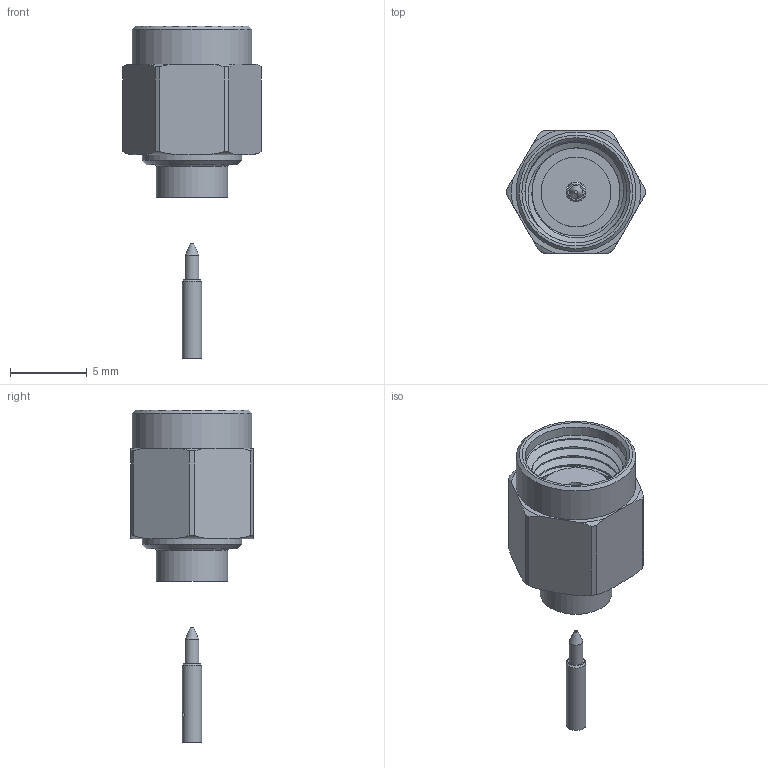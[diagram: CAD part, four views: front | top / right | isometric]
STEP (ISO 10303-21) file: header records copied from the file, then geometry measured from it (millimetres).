
FILE_DESCRIPTION( ( 'Unknown' ), '1' );
FILE_NAME( '60349021210720.stp', 'Unknown', ( 'Unknown' ), ( 'Unknown' ), 'PSStep 21.0.46', 'Unknown', ' ' );
FILE_SCHEMA( ( 'AUTOMOTIVE_DESIGN { 1 0 10303 214 1 1 1 1 }' ) );
Length unit declared in the file: millimetre
Products named in the file (6): 60349021210720_connector body
Bounding box: 9.04 x 8 x 21.66 mm (x, y, z)
Volume: 638.6 mm3; surface area: 1635.7 mm2
Topology: 6 solids, 6 shells, 156 faces, 360 edges, 236 vertices
Faces by surface type: plane 64, cylinder 46, cone 22, torus 20, bspline 4
Full cylindrical faces by diameter (mm): 0.3 x2, 0.9 x2, 1 x2, 1.27 x2, 1.3 x2, 3.64 x2, 3.9 x2, 4.55 x2, 4.67 x2, 4.75 x2, 6 x2, 6.5 x4, 6.66 x12, 7 x2, 7.8 x2
Entity records: 6586 total; most frequent: CARTESIAN_POINT 2480, DIRECTION 580, ORIENTED_EDGE 492, AXIS2_PLACEMENT_3D 264, EDGE_CURVE 246, EDGE_LOOP 244, VERTEX_POINT 196, FACE_OUTER_BOUND 190
